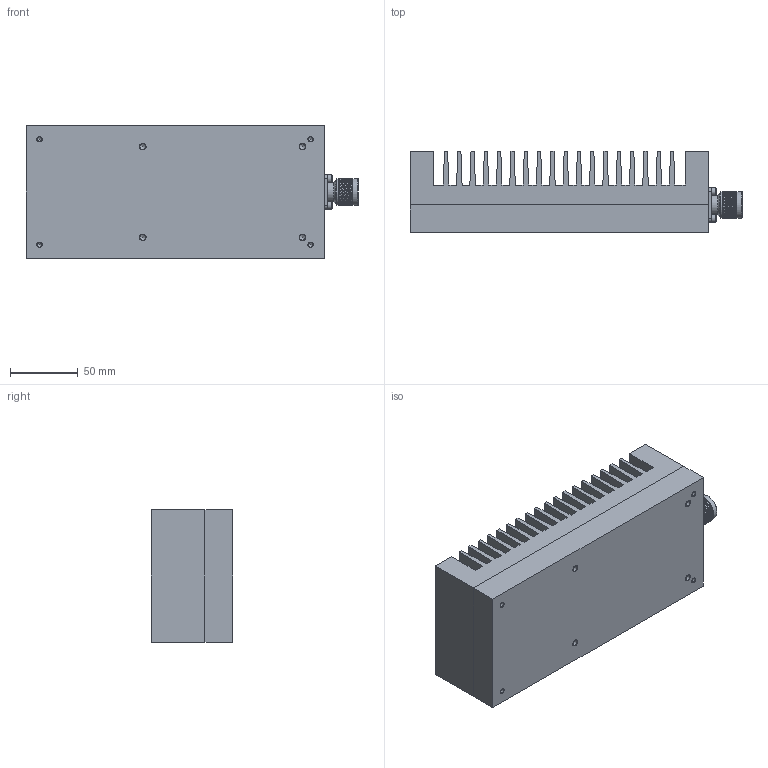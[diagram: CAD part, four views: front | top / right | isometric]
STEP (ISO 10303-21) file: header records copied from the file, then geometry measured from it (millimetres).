
FILE_DESCRIPTION (( 'STEP AP203' ), '1' );
FILE_NAME ('ST3N-200_3D.step', '2021-08-20T17:47:17', ( '' ), ( '' ), 'SwSTEP 2.0', 'SolidWorks 2021', '' );
FILE_SCHEMA (( 'CONFIG_CONTROL_DESIGN' ));
Products named in the file (1): ST3N-200_3D
Bounding box: 244.96 x 60.16 x 98 mm (x, y, z)
Volume: 987836.8 mm3; surface area: 169468.9 mm2
Topology: 1 solids, 1 shells, 2447 faces, 5268 edges, 2845 vertices
Faces by surface type: bspline 1764, cylinder 478, plane 153, cone 52
Full cylindrical faces by diameter (mm): 1.524 x1, 2.794 x1, 3.3 x4, 4 x4, 4.2 x4, 5 x4, 5.74 x4, 6.985 x1, 8.255 x1, 14.635 x1, 15.875 x5, 17.175 x1, 19.715 x2
Entity records: 87123 total; most frequent: CARTESIAN_POINT 54095, ORIENTED_EDGE 10374, EDGE_CURVE 5187, VERTEX_POINT 2822, EDGE_LOOP 2517, FACE_OUTER_BOUND 2472, ADVANCED_FACE 2442, DIRECTION 2279
